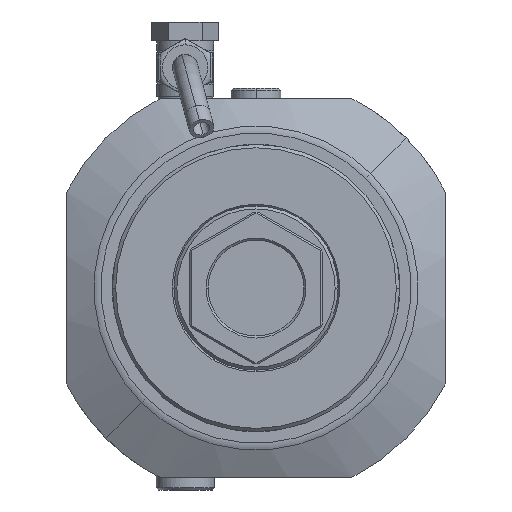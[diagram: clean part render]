
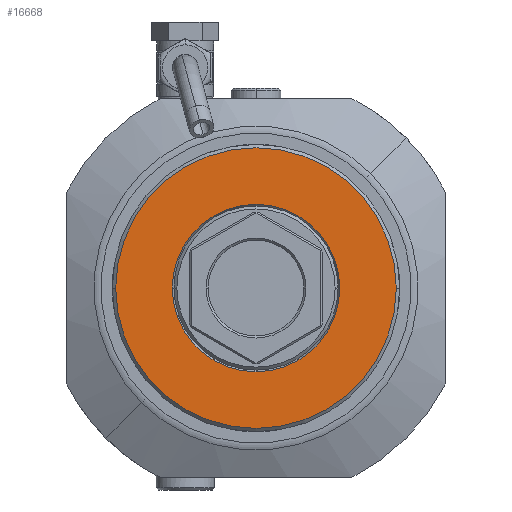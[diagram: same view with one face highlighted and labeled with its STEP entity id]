
A CAD part, left-side view. The second image highlights one B-rep face of the part: STEP entity #16668.
In plain terms, the highlighted planar face has unit normal (-1, 0, 0).
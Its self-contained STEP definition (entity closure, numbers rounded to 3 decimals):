
#7456=CARTESIAN_POINT('',(-26.5,0.,0.));
#7457=DIRECTION('',(-1.,0.,0.));
#7458=DIRECTION('',(0.,1.,0.));
#7459=AXIS2_PLACEMENT_3D('',#7456,#7457,#7458);
#7461=CARTESIAN_POINT('',(-26.5,0.,0.));
#7462=DIRECTION('',(-1.,0.,0.));
#7463=DIRECTION('',(0.,-1.,0.));
#7464=AXIS2_PLACEMENT_3D('',#7461,#7462,#7463);
#7466=CARTESIAN_POINT('',(-26.5,0.,0.));
#7467=DIRECTION('',(1.,0.,0.));
#7468=DIRECTION('',(0.,1.,0.));
#7469=AXIS2_PLACEMENT_3D('',#7466,#7467,#7468);
#7471=CARTESIAN_POINT('',(-26.5,0.,0.));
#7472=DIRECTION('',(1.,0.,0.));
#7473=DIRECTION('',(0.,-1.,0.));
#7474=AXIS2_PLACEMENT_3D('',#7471,#7472,#7473);
#9521=CARTESIAN_POINT('',(-26.5,20.116,0.));
#9522=CARTESIAN_POINT('',(-26.5,-20.116,0.));
#9523=VERTEX_POINT('',#9521);
#9524=VERTEX_POINT('',#9522);
#9525=CARTESIAN_POINT('',(-26.5,33.7,0.));
#9526=CARTESIAN_POINT('',(-26.5,-33.7,0.));
#9527=VERTEX_POINT('',#9525);
#9528=VERTEX_POINT('',#9526);
#16652=CARTESIAN_POINT('',(-26.5,0.,0.));
#16653=DIRECTION('',(-1.,0.,0.));
#16654=DIRECTION('',(0.,1.,0.));
#16655=AXIS2_PLACEMENT_3D('',#16652,#16653,#16654);
#16656=PLANE('',#16655);
#16657=ORIENTED_EDGE('',*,*,#16642,.F.);
#16659=ORIENTED_EDGE('',*,*,#16658,.F.);
#16660=EDGE_LOOP('',(#16657,#16659));
#16661=FACE_OUTER_BOUND('',#16660,.F.);
#16663=ORIENTED_EDGE('',*,*,#16662,.F.);
#16665=ORIENTED_EDGE('',*,*,#16664,.F.);
#16666=EDGE_LOOP('',(#16663,#16665));
#16667=FACE_BOUND('',#16666,.F.);
#7460=CIRCLE('',#7459,33.7);
#7465=CIRCLE('',#7464,33.7);
#7470=CIRCLE('',#7469,20.116);
#7475=CIRCLE('',#7474,20.116);
#16642=EDGE_CURVE('',#9527,#9528,#7460,.T.);
#16658=EDGE_CURVE('',#9528,#9527,#7465,.T.);
#16662=EDGE_CURVE('',#9523,#9524,#7470,.T.);
#16664=EDGE_CURVE('',#9524,#9523,#7475,.T.);
#16668=ADVANCED_FACE('',(#16661,#16667),#16656,.T.);
